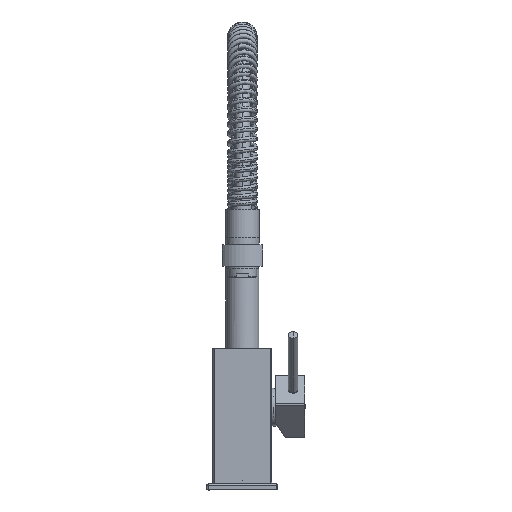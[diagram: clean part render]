
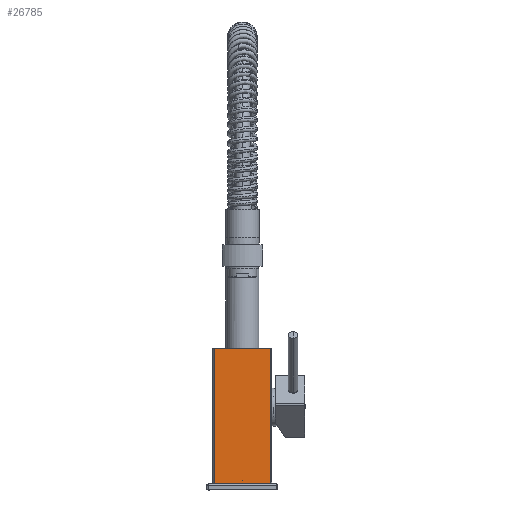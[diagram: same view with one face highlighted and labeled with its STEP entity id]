
A CAD part, top view. The second image highlights one B-rep face of the part: STEP entity #26785.
In plain terms, the highlighted planar face has unit normal (0, 0, 1).
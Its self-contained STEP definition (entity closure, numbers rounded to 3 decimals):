
#3525=DIRECTION('',(1.,0.,0.));
#3526=VECTOR('',#3525,48.);
#3527=CARTESIAN_POINT('',(-24.,115.,18.));
#3528=LINE('',#3527,#3526);
#6405=DIRECTION('',(1.,0.,0.));
#6406=VECTOR('',#6405,48.);
#6407=CARTESIAN_POINT('',(-24.,0.,18.));
#6408=LINE('',#6407,#6406);
#6409=DIRECTION('',(0.,1.,0.));
#6410=VECTOR('',#6409,115.);
#6411=CARTESIAN_POINT('',(-24.,0.,18.));
#6412=LINE('',#6411,#6410);
#6413=DIRECTION('',(0.,1.,0.));
#6414=VECTOR('',#6413,115.);
#6415=CARTESIAN_POINT('',(24.,0.,18.));
#6416=LINE('',#6415,#6414);
#14520=CARTESIAN_POINT('',(-24.,115.,18.));
#14522=VERTEX_POINT('',#14520);
#14523=CARTESIAN_POINT('',(24.,115.,18.));
#14525=VERTEX_POINT('',#14523);
#16583=CARTESIAN_POINT('',(-24.,0.,18.));
#16584=CARTESIAN_POINT('',(24.,0.,18.));
#16585=VERTEX_POINT('',#16583);
#16586=VERTEX_POINT('',#16584);
#26774=CARTESIAN_POINT('',(-25.,0.,18.));
#26775=DIRECTION('',(0.,0.,1.));
#26776=DIRECTION('',(1.,0.,0.));
#26777=AXIS2_PLACEMENT_3D('',#26774,#26775,#26776);
#26778=PLANE('',#26777);
#26779=ORIENTED_EDGE('',*,*,#22228,.F.);
#26780=ORIENTED_EDGE('',*,*,#22193,.T.);
#26781=ORIENTED_EDGE('',*,*,#22161,.T.);
#26782=ORIENTED_EDGE('',*,*,#26760,.F.);
#26783=EDGE_LOOP('',(#26779,#26780,#26781,#26782));
#26784=FACE_OUTER_BOUND('',#26783,.F.);
#26785=ADVANCED_FACE('',(#26784),#26778,.T.);
#22161=EDGE_CURVE('',#14522,#14525,#3528,.T.);
#22193=EDGE_CURVE('',#16585,#14522,#6412,.T.);
#22228=EDGE_CURVE('',#16585,#16586,#6408,.T.);
#26760=EDGE_CURVE('',#16586,#14525,#6416,.T.);
